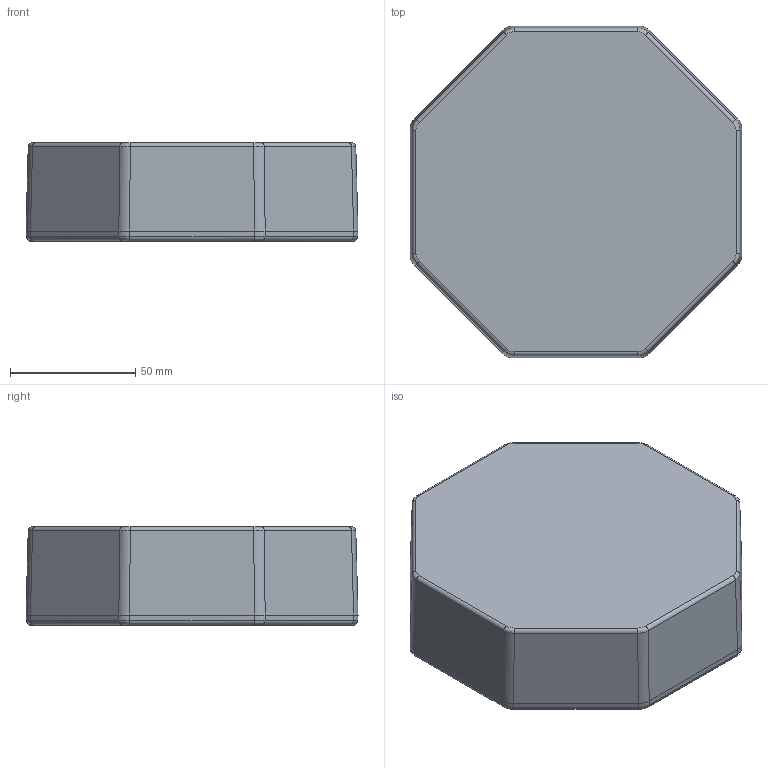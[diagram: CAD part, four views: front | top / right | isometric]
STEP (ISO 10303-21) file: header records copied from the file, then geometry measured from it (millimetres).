
FILE_DESCRIPTION(/* description */ (''),/* implementation_level */ '2;1');
FILE_NAME(/* name */ '1590STPC.iam.stp',/* time_stamp */ '2014-07-28T13:50:56-04:00',/* author */ ('tcook'),/* organization */ (''),/* preprocessor_version */ 'ST-DEVELOPER v15.2',/* originating_system */ 'Autodesk Inventor 2014',/* authorisation */ '');
FILE_SCHEMA (('AUTOMOTIVE_DESIGN { 1 0 10303 214 3 1 1 }'));
Products named in the file (4): 1590STPC Box; 1590STPC LID; (screw M3.5-0.6X 12mm FH); 1590STPC
Bounding box: 132.78 x 132.78 x 39.2 mm (x, y, z)
Volume: 102627.7 mm3; surface area: 92184.7 mm2
Topology: 6 solids, 6 shells, 351 faces, 904 edges, 560 vertices
Faces by surface type: plane 155, cylinder 92, cone 52, bspline 36, sphere 8, torus 8
Full cylindrical faces by diameter (mm): 2.642 x4, 3.42 x4, 3.8 x4, 4 x4
Entity records: 10185 total; most frequent: CARTESIAN_POINT 3636, DIRECTION 1362, ORIENTED_EDGE 1326, EDGE_CURVE 663, AXIS2_PLACEMENT_3D 505, VERTEX_POINT 419, LINE 352, VECTOR 352
